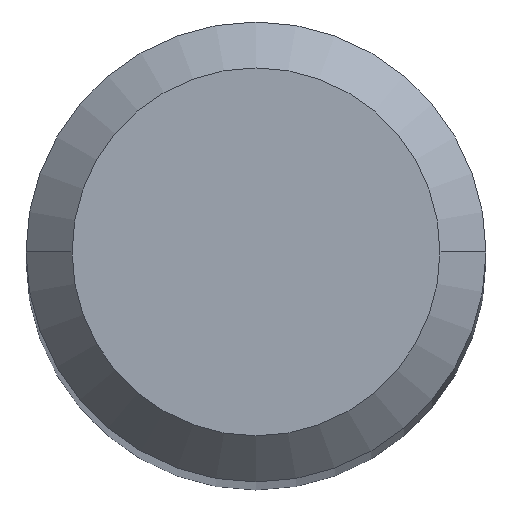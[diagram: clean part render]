
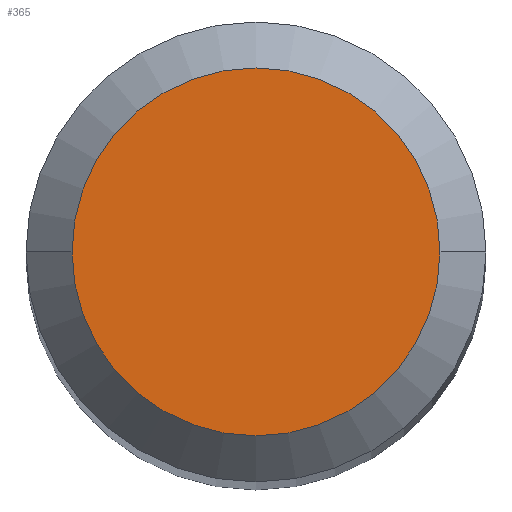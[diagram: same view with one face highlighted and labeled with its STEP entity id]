
A CAD part, top view. The second image highlights one B-rep face of the part: STEP entity #365.
In plain terms, the highlighted planar face has unit normal (0, 0, 1).
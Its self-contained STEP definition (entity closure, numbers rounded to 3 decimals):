
#10 = CARTESIAN_POINT ( 'NONE',  ( 0., 0., 38. ) ) ;
#15 = AXIS2_PLACEMENT_3D ( 'NONE', #105, #507, #74 ) ;
#54 = CARTESIAN_POINT ( 'NONE',  ( -1.2, 0., 38. ) ) ;
#70 = AXIS2_PLACEMENT_3D ( 'NONE', #10, #673, #579 ) ;
#74 = DIRECTION ( 'NONE',  ( -1., 0., 0. ) ) ;
#81 = CIRCLE ( 'NONE', #15, 1.2 ) ;
#105 = CARTESIAN_POINT ( 'NONE',  ( 0., 0., 38. ) ) ;
#148 = EDGE_CURVE ( 'NONE', #494, #471, #81, .T. ) ;
#153 = ORIENTED_EDGE ( 'NONE', *, *, #640, .F. ) ;
#341 = EDGE_LOOP ( 'NONE', ( #663, #153 ) ) ;
#365 = ADVANCED_FACE ( 'NONE', ( #371 ), #611, .F. ) ;
#371 = FACE_OUTER_BOUND ( 'NONE', #341, .T. ) ;
#432 = CIRCLE ( 'NONE', #608, 1.2 ) ;
#465 = CARTESIAN_POINT ( 'NONE',  ( 0., 0., 38. ) ) ;
#471 = VERTEX_POINT ( 'NONE', #605 ) ;
#475 = DIRECTION ( 'NONE',  ( 0., 0., -1. ) ) ;
#494 = VERTEX_POINT ( 'NONE', #54 ) ;
#507 = DIRECTION ( 'NONE',  ( 0., 0., -1. ) ) ;
#579 = DIRECTION ( 'NONE',  ( -1., 0., 0. ) ) ;
#584 = DIRECTION ( 'NONE',  ( -1., 0., 0. ) ) ;
#605 = CARTESIAN_POINT ( 'NONE',  ( 1.2, 0., 38. ) ) ;
#608 = AXIS2_PLACEMENT_3D ( 'NONE', #465, #475, #584 ) ;
#611 = PLANE ( 'NONE',  #70 ) ;
#640 = EDGE_CURVE ( 'NONE', #471, #494, #432, .T. ) ;
#663 = ORIENTED_EDGE ( 'NONE', *, *, #148, .F. ) ;
#673 = DIRECTION ( 'NONE',  ( 0., 0., -1. ) ) ;
